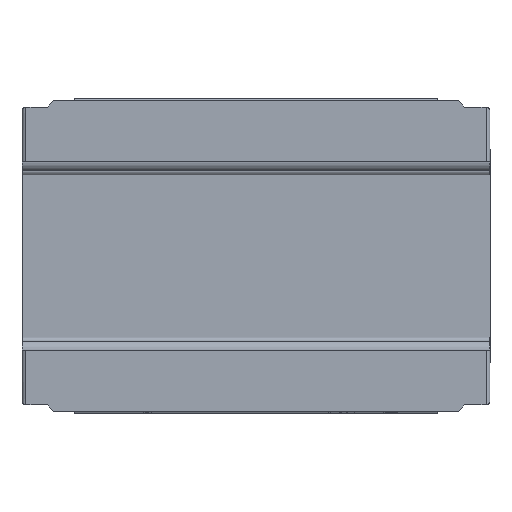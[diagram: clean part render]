
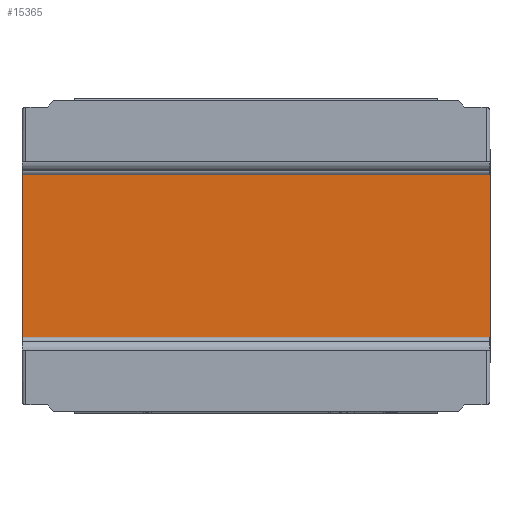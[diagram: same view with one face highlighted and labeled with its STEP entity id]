
A CAD part, front view. The second image highlights one B-rep face of the part: STEP entity #15365.
In plain terms, the highlighted planar face has unit normal (0, -1, 0).
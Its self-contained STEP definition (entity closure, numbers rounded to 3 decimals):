
#2329 = CARTESIAN_POINT ( 'NONE',  ( -20.3, 8.5, -11.75 ) ) ;
#2330 = DIRECTION ( 'NONE',  ( 0., 0., 1. ) ) ;
#2331 = VECTOR ( 'NONE', #2330, 1000. ) ;
#2332 = CARTESIAN_POINT ( 'NONE',  ( -20.3, 8.5, -12. ) ) ;
#2333 = LINE ( 'NONE', #2332, #2331 ) ;
#2334 = CARTESIAN_POINT ( 'NONE',  ( -20.3, 8.5, 11.75 ) ) ;
#2712 = DIRECTION ( 'NONE',  ( 0., 0., -1. ) ) ;
#2713 = VECTOR ( 'NONE', #2712, 1000. ) ;
#2714 = CARTESIAN_POINT ( 'NONE',  ( -79.7, 8.5, -12. ) ) ;
#2715 = LINE ( 'NONE', #2714, #2713 ) ;
#2716 = CARTESIAN_POINT ( 'NONE',  ( -79.7, 8.5, -11.75 ) ) ;
#2882 = CARTESIAN_POINT ( 'NONE',  ( -79.7, 8.5, 11.75 ) ) ;
#15365 = ADVANCED_FACE ( 'NONE', ( #21317 ), #21323, .F. ) ;
#15366 = EDGE_LOOP ( 'NONE', ( #15367, #15368, #15423, #15424 ) ) ;
#15367 = ORIENTED_EDGE ( 'NONE', *, *, #23770, .T. ) ;
#15368 = ORIENTED_EDGE ( 'NONE', *, *, #15369, .T. ) ;
#15369 = EDGE_CURVE ( 'NONE', #23768, #23965, #21312, .T. ) ;
#15423 = ORIENTED_EDGE ( 'NONE', *, *, #23899, .T. ) ;
#15424 = ORIENTED_EDGE ( 'NONE', *, *, #15425, .T. ) ;
#15425 = EDGE_CURVE ( 'NONE', #23897, #23771, #21496, .T. ) ;
#21309 = DIRECTION ( 'NONE',  ( -1., 0., 0. ) ) ;
#21310 = VECTOR ( 'NONE', #21309, 1000. ) ;
#21311 = CARTESIAN_POINT ( 'NONE',  ( -79.7, 8.5, 11.75 ) ) ;
#21312 = LINE ( 'NONE', #21311, #21310 ) ;
#21313 = DIRECTION ( 'NONE',  ( 0., 0., 1. ) ) ;
#21314 = DIRECTION ( 'NONE',  ( 0., 1., 0. ) ) ;
#21315 = CARTESIAN_POINT ( 'NONE',  ( -200., 8.5, -12. ) ) ;
#21316 = AXIS2_PLACEMENT_3D ( 'NONE', #21315, #21314, #21313 ) ;
#21317 = FACE_OUTER_BOUND ( 'NONE', #15366, .T. ) ;
#21323 = PLANE ( 'NONE',  #21316 ) ;
#21493 = DIRECTION ( 'NONE',  ( 1., 0., 0. ) ) ;
#21494 = VECTOR ( 'NONE', #21493, 1000. ) ;
#21495 = CARTESIAN_POINT ( 'NONE',  ( -20.3, 8.5, -11.75 ) ) ;
#21496 = LINE ( 'NONE', #21495, #21494 ) ;
#23768 = VERTEX_POINT ( 'NONE', #2334 ) ;
#23770 = EDGE_CURVE ( 'NONE', #23771, #23768, #2333, .T. ) ;
#23771 = VERTEX_POINT ( 'NONE', #2329 ) ;
#23897 = VERTEX_POINT ( 'NONE', #2716 ) ;
#23899 = EDGE_CURVE ( 'NONE', #23965, #23897, #2715, .T. ) ;
#23965 = VERTEX_POINT ( 'NONE', #2882 ) ;
